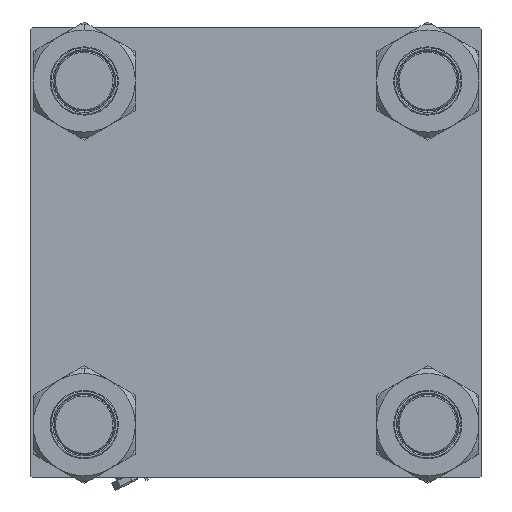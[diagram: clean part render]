
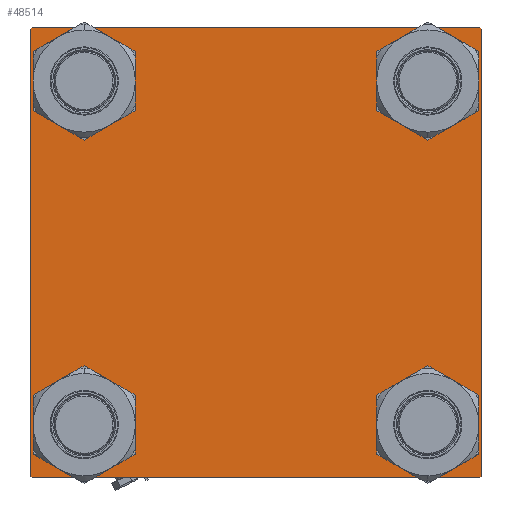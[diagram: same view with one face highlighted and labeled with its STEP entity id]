
A CAD part, left-side view. The second image highlights one B-rep face of the part: STEP entity #48514.
In plain terms, the highlighted planar face has unit normal (-1, 0, 0).
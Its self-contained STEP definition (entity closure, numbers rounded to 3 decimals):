
#193 = ORIENTED_EDGE ( 'NONE', *, *, #46570, .F. ) ;
#194 = CIRCLE ( 'NONE', #11953, 11.5 ) ;
#199 = CARTESIAN_POINT ( 'NONE',  ( 0., -82., -82.5 ) ) ;
#241 = PLANE ( 'NONE',  #37939 ) ;
#616 = ORIENTED_EDGE ( 'NONE', *, *, #47335, .T. ) ;
#807 = CARTESIAN_POINT ( 'NONE',  ( 0., -62.95, 74.45 ) ) ;
#1046 = DIRECTION ( 'NONE',  ( 0., 0., 1. ) ) ;
#1458 = EDGE_LOOP ( 'NONE', ( #36772, #49223 ) ) ;
#2066 = CARTESIAN_POINT ( 'NONE',  ( 0., 62.95, -74.45 ) ) ;
#2449 = EDGE_LOOP ( 'NONE', ( #33154, #4544 ) ) ;
#2941 = ORIENTED_EDGE ( 'NONE', *, *, #10537, .T. ) ;
#3182 = DIRECTION ( 'NONE',  ( 1., 0., 0. ) ) ;
#3661 = ORIENTED_EDGE ( 'NONE', *, *, #33206, .T. ) ;
#3808 = DIRECTION ( 'NONE',  ( 0., 0., 1. ) ) ;
#3918 = FACE_BOUND ( 'NONE', #39443, .T. ) ;
#4224 = CARTESIAN_POINT ( 'NONE',  ( 0., 62.95, -62.95 ) ) ;
#4381 = EDGE_CURVE ( 'NONE', #45355, #16437, #9678, .T. ) ;
#4544 = ORIENTED_EDGE ( 'NONE', *, *, #4381, .T. ) ;
#6455 = CARTESIAN_POINT ( 'NONE',  ( 0., 82.25, 82.25 ) ) ;
#6515 = DIRECTION ( 'NONE',  ( 0., -1., 0. ) ) ;
#6932 = EDGE_CURVE ( 'NONE', #16044, #39418, #38540, .T. ) ;
#7193 = DIRECTION ( 'NONE',  ( 1., 0., 0. ) ) ;
#7272 = EDGE_CURVE ( 'NONE', #35658, #12582, #34783, .T. ) ;
#7542 = CARTESIAN_POINT ( 'NONE',  ( 0., 82.5, -82.5 ) ) ;
#7891 = DIRECTION ( 'NONE',  ( 1., 0., 0. ) ) ;
#8074 = DIRECTION ( 'NONE',  ( 0., 0.707, 0.707 ) ) ;
#8149 = VECTOR ( 'NONE', #47530, 1000. ) ;
#8371 = DIRECTION ( 'NONE',  ( 0., 0., 1. ) ) ;
#8593 = EDGE_CURVE ( 'NONE', #24095, #44636, #44114, .T. ) ;
#9474 = VERTEX_POINT ( 'NONE', #29167 ) ;
#9678 = CIRCLE ( 'NONE', #28979, 11.5 ) ;
#10537 = EDGE_CURVE ( 'NONE', #41212, #25826, #47258, .T. ) ;
#11751 = CARTESIAN_POINT ( 'NONE',  ( 0., 82., 82.5 ) ) ;
#11953 = AXIS2_PLACEMENT_3D ( 'NONE', #22726, #7193, #39276 ) ;
#12499 = CARTESIAN_POINT ( 'NONE',  ( 0., -82.25, -82.25 ) ) ;
#12582 = VERTEX_POINT ( 'NONE', #27528 ) ;
#12606 = CARTESIAN_POINT ( 'NONE',  ( 0., -62.95, -51.45 ) ) ;
#12646 = VERTEX_POINT ( 'NONE', #21984 ) ;
#12844 = CARTESIAN_POINT ( 'NONE',  ( 0., 0., 0. ) ) ;
#13001 = VECTOR ( 'NONE', #34270, 1000. ) ;
#14468 = CARTESIAN_POINT ( 'NONE',  ( 0., -82., 82.5 ) ) ;
#15064 = CIRCLE ( 'NONE', #44443, 11.5 ) ;
#15586 = CARTESIAN_POINT ( 'NONE',  ( 0., 82.5, 82. ) ) ;
#15588 = VECTOR ( 'NONE', #42983, 1000. ) ;
#15832 = DIRECTION ( 'NONE',  ( 0., 0., 1. ) ) ;
#16002 = FACE_BOUND ( 'NONE', #2449, .T. ) ;
#16044 = VERTEX_POINT ( 'NONE', #11751 ) ;
#16063 = ORIENTED_EDGE ( 'NONE', *, *, #18903, .T. ) ;
#16363 = CARTESIAN_POINT ( 'NONE',  ( 0., 82.5, -82. ) ) ;
#16437 = VERTEX_POINT ( 'NONE', #33437 ) ;
#16576 = EDGE_LOOP ( 'NONE', ( #31066, #34822, #40771, #3661, #41595, #2941, #193, #34837 ) ) ;
#16625 = CIRCLE ( 'NONE', #25893, 11.5 ) ;
#17174 = DIRECTION ( 'NONE',  ( 1., 0., 0. ) ) ;
#17437 = DIRECTION ( 'NONE',  ( 0., -1., 0. ) ) ;
#17881 = CARTESIAN_POINT ( 'NONE',  ( 0., -82.5, 82. ) ) ;
#18642 = CARTESIAN_POINT ( 'NONE',  ( 0., 82.5, 82.5 ) ) ;
#18903 = EDGE_CURVE ( 'NONE', #12646, #26425, #15064, .T. ) ;
#19946 = FACE_OUTER_BOUND ( 'NONE', #16576, .T. ) ;
#20259 = DIRECTION ( 'NONE',  ( 1., 0., 0. ) ) ;
#20270 = ORIENTED_EDGE ( 'NONE', *, *, #27819, .T. ) ;
#20779 = DIRECTION ( 'NONE',  ( 0., 0., 1. ) ) ;
#21015 = CARTESIAN_POINT ( 'NONE',  ( 0., -62.95, -62.95 ) ) ;
#21984 = CARTESIAN_POINT ( 'NONE',  ( 0., 62.95, 51.45 ) ) ;
#22726 = CARTESIAN_POINT ( 'NONE',  ( 0., 62.95, 62.95 ) ) ;
#23348 = CARTESIAN_POINT ( 'NONE',  ( 0., -82.25, 82.25 ) ) ;
#23684 = DIRECTION ( 'NONE',  ( 0., 0., 1. ) ) ;
#23896 = FACE_BOUND ( 'NONE', #37998, .T. ) ;
#24095 = VERTEX_POINT ( 'NONE', #12606 ) ;
#24421 = DIRECTION ( 'NONE',  ( -1., 0., 0. ) ) ;
#25361 = LINE ( 'NONE', #41136, #28996 ) ;
#25629 = EDGE_CURVE ( 'NONE', #26425, #12646, #194, .T. ) ;
#25638 = AXIS2_PLACEMENT_3D ( 'NONE', #21015, #37058, #1046 ) ;
#25826 = VERTEX_POINT ( 'NONE', #14468 ) ;
#25885 = CARTESIAN_POINT ( 'NONE',  ( 0., -62.95, -62.95 ) ) ;
#25893 = AXIS2_PLACEMENT_3D ( 'NONE', #4224, #20259, #20779 ) ;
#26120 = VECTOR ( 'NONE', #17437, 1000. ) ;
#26417 = AXIS2_PLACEMENT_3D ( 'NONE', #31309, #3182, #47583 ) ;
#26425 = VERTEX_POINT ( 'NONE', #27727 ) ;
#27528 = CARTESIAN_POINT ( 'NONE',  ( 0., 82., -82.5 ) ) ;
#27727 = CARTESIAN_POINT ( 'NONE',  ( 0., 62.95, 74.45 ) ) ;
#27819 = EDGE_CURVE ( 'NONE', #39911, #9474, #37325, .T. ) ;
#28979 = AXIS2_PLACEMENT_3D ( 'NONE', #31832, #7891, #23684 ) ;
#28996 = VECTOR ( 'NONE', #33503, 1000. ) ;
#29167 = CARTESIAN_POINT ( 'NONE',  ( 0., -62.95, 51.45 ) ) ;
#29480 = AXIS2_PLACEMENT_3D ( 'NONE', #48742, #32459, #3808 ) ;
#30370 = EDGE_CURVE ( 'NONE', #41212, #43094, #25361, .T. ) ;
#31066 = ORIENTED_EDGE ( 'NONE', *, *, #35231, .T. ) ;
#31220 = ORIENTED_EDGE ( 'NONE', *, *, #25629, .T. ) ;
#31309 = CARTESIAN_POINT ( 'NONE',  ( 0., -62.95, 62.95 ) ) ;
#31557 = VECTOR ( 'NONE', #8074, 1000. ) ;
#31832 = CARTESIAN_POINT ( 'NONE',  ( 0., 62.95, -62.95 ) ) ;
#32459 = DIRECTION ( 'NONE',  ( 1., 0., 0. ) ) ;
#32494 = LINE ( 'NONE', #12499, #34965 ) ;
#32965 = CARTESIAN_POINT ( 'NONE',  ( 0., 82.5, 82.5 ) ) ;
#33154 = ORIENTED_EDGE ( 'NONE', *, *, #39872, .T. ) ;
#33206 = EDGE_CURVE ( 'NONE', #37023, #43094, #32494, .T. ) ;
#33437 = CARTESIAN_POINT ( 'NONE',  ( 0., 62.95, -51.45 ) ) ;
#33503 = DIRECTION ( 'NONE',  ( 0., 0., -1. ) ) ;
#34270 = DIRECTION ( 'NONE',  ( 0., -0.707, -0.707 ) ) ;
#34440 = CIRCLE ( 'NONE', #45297, 11.5 ) ;
#34783 = LINE ( 'NONE', #37968, #13001 ) ;
#34822 = ORIENTED_EDGE ( 'NONE', *, *, #7272, .T. ) ;
#34837 = ORIENTED_EDGE ( 'NONE', *, *, #6932, .T. ) ;
#34943 = LINE ( 'NONE', #18642, #8149 ) ;
#34965 = VECTOR ( 'NONE', #40904, 1000. ) ;
#35213 = VECTOR ( 'NONE', #6515, 1000. ) ;
#35231 = EDGE_CURVE ( 'NONE', #39418, #35658, #34943, .T. ) ;
#35620 = CARTESIAN_POINT ( 'NONE',  ( 0., -62.95, -74.45 ) ) ;
#35658 = VERTEX_POINT ( 'NONE', #16363 ) ;
#36772 = ORIENTED_EDGE ( 'NONE', *, *, #8593, .T. ) ;
#37023 = VERTEX_POINT ( 'NONE', #199 ) ;
#37058 = DIRECTION ( 'NONE',  ( 1., 0., 0. ) ) ;
#37325 = CIRCLE ( 'NONE', #26417, 11.5 ) ;
#37939 = AXIS2_PLACEMENT_3D ( 'NONE', #12844, #24421, #8371 ) ;
#37968 = CARTESIAN_POINT ( 'NONE',  ( 0., 82.25, -82.25 ) ) ;
#37998 = EDGE_LOOP ( 'NONE', ( #20270, #616 ) ) ;
#38540 = LINE ( 'NONE', #6455, #15588 ) ;
#39276 = DIRECTION ( 'NONE',  ( 0., 0., 1. ) ) ;
#39418 = VERTEX_POINT ( 'NONE', #15586 ) ;
#39443 = EDGE_LOOP ( 'NONE', ( #31220, #16063 ) ) ;
#39872 = EDGE_CURVE ( 'NONE', #16437, #45355, #16625, .T. ) ;
#39911 = VERTEX_POINT ( 'NONE', #807 ) ;
#39941 = FACE_BOUND ( 'NONE', #1458, .T. ) ;
#40298 = DIRECTION ( 'NONE',  ( 1., 0., 0. ) ) ;
#40771 = ORIENTED_EDGE ( 'NONE', *, *, #43431, .T. ) ;
#40856 = LINE ( 'NONE', #32965, #26120 ) ;
#40904 = DIRECTION ( 'NONE',  ( 0., -0.707, 0.707 ) ) ;
#41128 = DIRECTION ( 'NONE',  ( 0., 0., 1. ) ) ;
#41136 = CARTESIAN_POINT ( 'NONE',  ( 0., -82.5, 82.5 ) ) ;
#41212 = VERTEX_POINT ( 'NONE', #17881 ) ;
#41595 = ORIENTED_EDGE ( 'NONE', *, *, #30370, .F. ) ;
#42336 = CARTESIAN_POINT ( 'NONE',  ( 0., -82.5, -82. ) ) ;
#42790 = LINE ( 'NONE', #7542, #35213 ) ;
#42901 = CIRCLE ( 'NONE', #29480, 11.5 ) ;
#42983 = DIRECTION ( 'NONE',  ( 0., 0.707, -0.707 ) ) ;
#43094 = VERTEX_POINT ( 'NONE', #42336 ) ;
#43431 = EDGE_CURVE ( 'NONE', #12582, #37023, #42790, .T. ) ;
#43963 = CARTESIAN_POINT ( 'NONE',  ( 0., 62.95, 62.95 ) ) ;
#44114 = CIRCLE ( 'NONE', #25638, 11.5 ) ;
#44443 = AXIS2_PLACEMENT_3D ( 'NONE', #43963, #40298, #15832 ) ;
#44636 = VERTEX_POINT ( 'NONE', #35620 ) ;
#44724 = EDGE_CURVE ( 'NONE', #44636, #24095, #34440, .T. ) ;
#45297 = AXIS2_PLACEMENT_3D ( 'NONE', #25885, #17174, #41128 ) ;
#45355 = VERTEX_POINT ( 'NONE', #2066 ) ;
#46570 = EDGE_CURVE ( 'NONE', #16044, #25826, #40856, .T. ) ;
#47258 = LINE ( 'NONE', #23348, #31557 ) ;
#47335 = EDGE_CURVE ( 'NONE', #9474, #39911, #42901, .T. ) ;
#47530 = DIRECTION ( 'NONE',  ( 0., 0., -1. ) ) ;
#47583 = DIRECTION ( 'NONE',  ( 0., 0., 1. ) ) ;
#48514 = ADVANCED_FACE ( 'NONE', ( #23896, #39941, #16002, #3918, #19946 ), #241, .T. ) ;
#48742 = CARTESIAN_POINT ( 'NONE',  ( 0., -62.95, 62.95 ) ) ;
#49223 = ORIENTED_EDGE ( 'NONE', *, *, #44724, .T. ) ;
